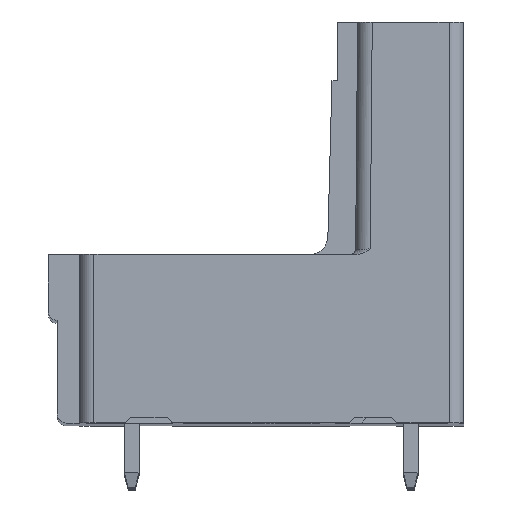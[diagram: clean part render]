
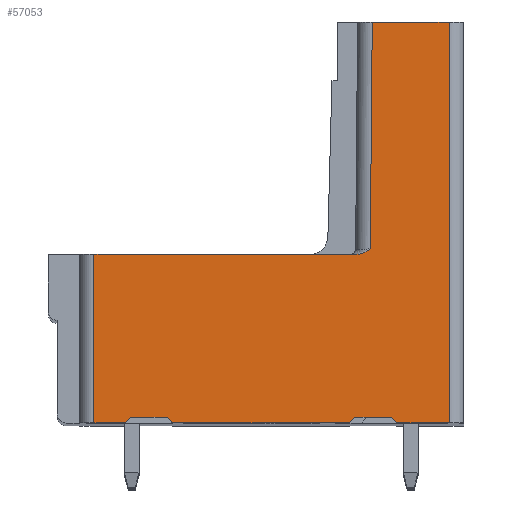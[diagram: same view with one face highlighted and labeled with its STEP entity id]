
A CAD part, top view. The second image highlights one B-rep face of the part: STEP entity #57053.
In plain terms, the highlighted planar face has unit normal (0, 0, 1).
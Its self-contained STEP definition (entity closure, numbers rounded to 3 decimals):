
#6119=DIRECTION('',(1.,0.,0.));
#6120=VECTOR('',#6119,2.85);
#6121=CARTESIAN_POINT('',(-3.644,0.,
-31.203));
#6122=LINE('',#6121,#6120);
#11629=CARTESIAN_POINT('',(-5.857,9.2,
-31.203));
#11948=DIRECTION('',(1.,0.,0.));
#11949=VECTOR('',#11948,2.);
#11950=CARTESIAN_POINT('',(-18.194,0.3,-31.203));
#11951=LINE('',#11950,#11949);
#11956=DIRECTION('',(1.,0.,0.));
#11957=VECTOR('',#11956,14.337);
#11958=CARTESIAN_POINT('',(-20.194,9.2,
-31.203));
#11959=LINE('',#11958,#11957);
#11960=CARTESIAN_POINT('',(-5.857,9.2,
-31.203));
#11961=CARTESIAN_POINT('',(-5.825,9.2,
-31.203));
#11962=CARTESIAN_POINT('',(-5.757,9.204,
-31.203));
#11963=CARTESIAN_POINT('',(-5.644,9.227,
-31.203));
#11964=CARTESIAN_POINT('',(-5.523,9.268,
-31.203));
#11965=CARTESIAN_POINT('',(-5.393,9.328,
-31.203));
#11966=CARTESIAN_POINT('',(-5.255,9.405,
-31.203));
#11967=CARTESIAN_POINT('',(-5.154,9.467,
-31.203));
#11968=CARTESIAN_POINT('',(-5.102,9.5,
-31.203));
#11970=DIRECTION('',(0.009,1.,0.));
#11971=VECTOR('',#11970,12.4);
#11972=CARTESIAN_POINT('',(-5.102,9.5,
-31.203));
#11973=LINE('',#11972,#11971);
#11974=DIRECTION('',(1.,0.,0.));
#11975=VECTOR('',#11974,4.2);
#11976=CARTESIAN_POINT('',(-4.994,21.9,-31.203));
#11977=LINE('',#11976,#11975);
#11978=DIRECTION('',(-0.707,0.707,0.));
#11979=VECTOR('',#11978,0.424);
#11980=CARTESIAN_POINT('',(-3.644,0.,
-31.203));
#11981=LINE('',#11980,#11979);
#11982=DIRECTION('',(-0.707,-0.707,0.));
#11983=VECTOR('',#11982,0.424);
#11984=CARTESIAN_POINT('',(-5.944,0.3,
-31.203));
#11985=LINE('',#11984,#11983);
#11986=DIRECTION('',(-1.,0.,0.));
#11987=VECTOR('',#11986,9.65);
#11988=CARTESIAN_POINT('',(-6.244,0.,
-31.203));
#11989=LINE('',#11988,#11987);
#11990=DIRECTION('',(-0.707,0.707,0.));
#11991=VECTOR('',#11990,0.424);
#11992=CARTESIAN_POINT('',(-15.894,0.,
-31.203));
#11993=LINE('',#11992,#11991);
#11994=DIRECTION('',(-0.707,-0.707,0.));
#11995=VECTOR('',#11994,0.424);
#11996=CARTESIAN_POINT('',(-18.194,0.3,-31.203));
#11997=LINE('',#11996,#11995);
#11998=DIRECTION('',(-1.,0.,0.));
#11999=VECTOR('',#11998,1.7);
#12000=CARTESIAN_POINT('',(-18.494,0.,
-31.203));
#12001=LINE('',#12000,#11999);
#12002=DIRECTION('',(0.,1.,0.));
#12003=VECTOR('',#12002,9.2);
#12004=CARTESIAN_POINT('',(-20.194,0.,
-31.203));
#12005=LINE('',#12004,#12003);
#13660=DIRECTION('',(1.,0.,0.));
#13661=VECTOR('',#13660,2.);
#13662=CARTESIAN_POINT('',(-5.944,0.3,
-31.203));
#13663=LINE('',#13662,#13661);
#22644=DIRECTION('',(0.,1.,0.));
#22645=VECTOR('',#22644,21.9);
#22646=CARTESIAN_POINT('',(-0.794,0.,
-31.203));
#22647=LINE('',#22646,#22645);
#31759=CARTESIAN_POINT('',(-0.794,21.9,-31.203));
#31760=VERTEX_POINT('',#31759);
#31761=CARTESIAN_POINT('',(-4.994,21.9,-31.203));
#31762=VERTEX_POINT('',#31761);
#31806=CARTESIAN_POINT('',(-20.194,0.,
-31.203));
#31807=VERTEX_POINT('',#31806);
#31808=CARTESIAN_POINT('',(-18.494,0.,
-31.203));
#31809=VERTEX_POINT('',#31808);
#31822=CARTESIAN_POINT('',(-15.894,0.,
-31.203));
#31823=VERTEX_POINT('',#31822);
#31824=CARTESIAN_POINT('',(-6.244,0.,
-31.203));
#31825=VERTEX_POINT('',#31824);
#31846=CARTESIAN_POINT('',(-3.644,0.,
-31.203));
#31847=VERTEX_POINT('',#31846);
#31848=CARTESIAN_POINT('',(-0.794,0.,
-31.203));
#31849=VERTEX_POINT('',#31848);
#31958=VERTEX_POINT('',#11629);
#31959=CARTESIAN_POINT('',(-20.194,9.2,
-31.203));
#31960=VERTEX_POINT('',#31959);
#32150=CARTESIAN_POINT('',(-16.194,0.3,
-31.203));
#32151=VERTEX_POINT('',#32150);
#32152=CARTESIAN_POINT('',(-18.194,0.3,-31.203));
#32153=VERTEX_POINT('',#32152);
#32154=VERTEX_POINT('',#11968);
#32155=CARTESIAN_POINT('',(-3.944,0.3,
-31.203));
#32156=VERTEX_POINT('',#32155);
#32157=CARTESIAN_POINT('',(-5.944,0.3,
-31.203));
#32158=VERTEX_POINT('',#32157);
#57023=CARTESIAN_POINT('',(-6.202,9.5,-31.203));
#57024=DIRECTION('',(0.,0.,1.));
#57025=DIRECTION('',(-1.,0.,0.));
#57026=AXIS2_PLACEMENT_3D('',#57023,#57024,#57025);
#57027=PLANE('',#57026);
#57028=ORIENTED_EDGE('',*,*,#55830,.T.);
#57030=ORIENTED_EDGE('',*,*,#57029,.T.);
#57032=ORIENTED_EDGE('',*,*,#57031,.T.);
#57034=ORIENTED_EDGE('',*,*,#57033,.T.);
#57036=ORIENTED_EDGE('',*,*,#57035,.F.);
#57037=ORIENTED_EDGE('',*,*,#48507,.F.);
#57039=ORIENTED_EDGE('',*,*,#57038,.T.);
#57041=ORIENTED_EDGE('',*,*,#57040,.F.);
#57043=ORIENTED_EDGE('',*,*,#57042,.T.);
#57044=ORIENTED_EDGE('',*,*,#48483,.T.);
#57045=ORIENTED_EDGE('',*,*,#56990,.T.);
#57046=ORIENTED_EDGE('',*,*,#57004,.F.);
#57047=ORIENTED_EDGE('',*,*,#57017,.T.);
#57048=ORIENTED_EDGE('',*,*,#48467,.T.);
#57050=ORIENTED_EDGE('',*,*,#57049,.T.);
#57051=EDGE_LOOP('',(#57028,#57030,#57032,#57034,#57036,#57037,#57039,#57041,
#57043,#57044,#57045,#57046,#57047,#57048,#57050));
#57052=FACE_OUTER_BOUND('',#57051,.F.);
#57053=ADVANCED_FACE('',(#57052),#57027,.T.);
#11969=B_SPLINE_CURVE_WITH_KNOTS('',3,(#11960,#11961,#11962,#11963,#11964,
#11965,#11966,#11967,#11968),.UNSPECIFIED.,.F.,.F.,(4,1,1,1,1,1,4),(0.,
0.167,0.333,0.5,0.667,0.833,
1.),.UNSPECIFIED.);
#48467=EDGE_CURVE('',#31809,#31807,#12001,.T.);
#48483=EDGE_CURVE('',#31825,#31823,#11989,.T.);
#48507=EDGE_CURVE('',#31847,#31849,#6122,.T.);
#55830=EDGE_CURVE('',#31960,#31958,#11959,.T.);
#56990=EDGE_CURVE('',#31823,#32151,#11993,.T.);
#57004=EDGE_CURVE('',#32153,#32151,#11951,.T.);
#57017=EDGE_CURVE('',#32153,#31809,#11997,.T.);
#57029=EDGE_CURVE('',#31958,#32154,#11969,.T.);
#57031=EDGE_CURVE('',#32154,#31762,#11973,.T.);
#57033=EDGE_CURVE('',#31762,#31760,#11977,.T.);
#57035=EDGE_CURVE('',#31849,#31760,#22647,.T.);
#57038=EDGE_CURVE('',#31847,#32156,#11981,.T.);
#57040=EDGE_CURVE('',#32158,#32156,#13663,.T.);
#57042=EDGE_CURVE('',#32158,#31825,#11985,.T.);
#57049=EDGE_CURVE('',#31807,#31960,#12005,.T.);
